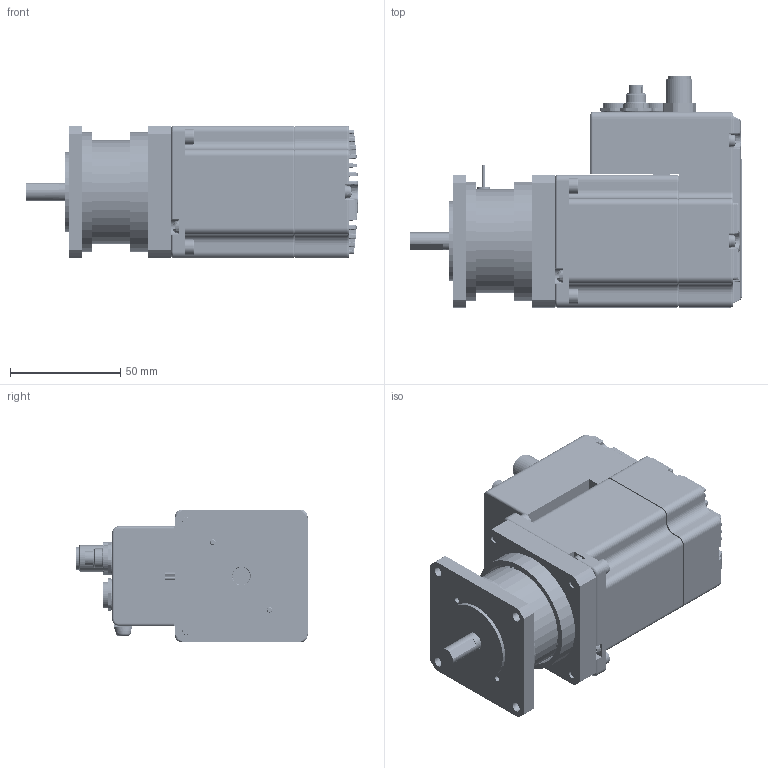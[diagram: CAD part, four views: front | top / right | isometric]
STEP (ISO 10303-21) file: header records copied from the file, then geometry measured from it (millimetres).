
FILE_DESCRIPTION (( 'STEP AP203' ), '1' );
FILE_NAME ('P11E-MO-060-02-R01.STEP', '2020-04-27T06:36:24', ( '' ), ( '' ), 'SwSTEP 2.0', 'SolidWorks 2018', '' );
FILE_SCHEMA (( 'CONFIG_CONTROL_DESIGN' ));
Length unit declared in the file: millimetre
Products named in the file (34): M119-EC-042-03-R00; pan cross head_ks_KS 1023 PC- M4 x 6-N; M119-EC-060-01-R00; 60EC-PCB1-01; _SH-700-Without knob (Minus slot); 20R-JMCS-G-B-TF(NSA); 09-0408-30-03(鱔褐)-2; 60陝 衛お; M11D-EC-060-01-R01; 86_1031_1100_00012-1; 60EC-PCB2-01; _SH-7050A_body; SH-7050TA; P11E-MO-060-02-R01; 86_1031_1100_00012-2; pan cross head_ks_KS 1023 PC- M3 x 25-N; 目池磐-家南-4P(傈盔)_荐 (09-0411-30-04)-1; spring lock washer_2_jis_JIS B 1251 No.2 4; 目池磐-家南-4P(傈盔)_荐 (09-0411-30-04)-2; small circular plain washer_jis_JIS B 1256 Small circular 4; spring lock washer_ks_KS 1324 - M3; 877600816; pan cross head_ks_KS 1023 PC- M3 x 20-N; 56EC-PCB3-01; plain washer small grade a_iso_Washer ISO 7092 - 3; BXW-02-10-53_3D; 791091003; socket head cap screw_ks_KS 1003 - M4 x 16 x 16-N; M117-MO-060-02-R00; 20PS-JMCS-G-1B-TF(N); KMG; 09-0408-30-03(鱔褐)-1; 42EC-PCB3-01; sams
Assembly tree (54 placements, depth 3):
  P11E-MO-060-02-R01
    60EC-PCB1-01
    pan cross head_ks_KS 1023 PC- M3 x 20-N  x2
    pan cross head_ks_KS 1023 PC- M3 x 25-N  x3
    KMG
    M119-EC-060-01-R00
    M119-EC-042-03-R00
    09-0408-30-03(鱔褐)-1  x2
    09-0408-30-03(鱔褐)-2  x2
    目池磐-家南-4P(傈盔)_荐 (09-0411-30-04)-1
    目池磐-家南-4P(傈盔)_荐 (09-0411-30-04)-2
    86_1031_1100_00012-1
    86_1031_1100_00012-2
    42EC-PCB3-01
    56EC-PCB3-01
    60EC-PCB2-01
    877600816  x2
    20PS-JMCS-G-1B-TF(N)  x2
    20R-JMCS-G-B-TF(NSA)  x2
    791091003  x2
    M117-MO-060-02-R00
    M11D-EC-060-01-R01
    spring lock washer_ks_KS 1324 - M3  x5
    plain washer small grade a_iso_Washer ISO 7092 - 3  x5
    SH-7050TA  x2
      _SH-7050A_body
      _SH-700-Without knob (Minus slot)
    BXW-02-10-53_3D
    socket head cap screw_ks_KS 1003 - M4 x 16 x 16-N  x4
    60陝 衛お
    sams
      small circular plain washer_jis_JIS B 1256 Small circular 4
      spring lock washer_2_jis_JIS B 1251 No.2 4
      pan cross head_ks_KS 1023 PC- M4 x 6-N
Bounding box: 150.3 x 104.6 x 60 mm (x, y, z)
Volume: 367021.9 mm3; surface area: 142200.8 mm2
Topology: 55 solids, 67 shells, 8340 faces, 22522 edges, 14506 vertices
Faces by surface type: plane 5770, cylinder 1702, bspline 360, cone 342, torus 96, sphere 70
Entity records: 176689 total; most frequent: CARTESIAN_POINT 40910, ORIENTED_EDGE 28152, DIRECTION 26470, EDGE_CURVE 14076, LINE 10044, VECTOR 10044, VERTEX_POINT 9049, AXIS2_PLACEMENT_3D 8213
